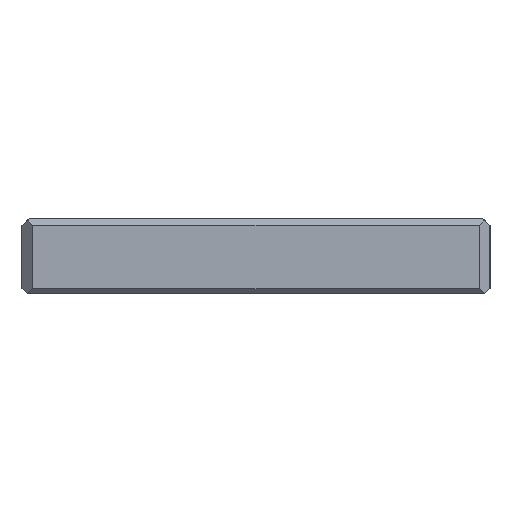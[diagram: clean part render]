
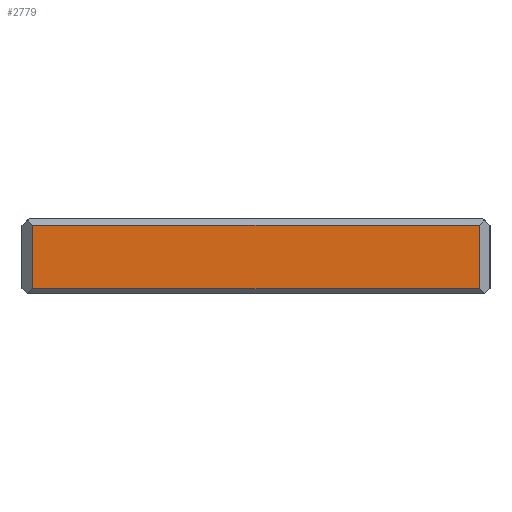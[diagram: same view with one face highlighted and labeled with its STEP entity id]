
A CAD part, left-side view. The second image highlights one B-rep face of the part: STEP entity #2779.
In plain terms, the highlighted planar face has unit normal (-1, 0, 0).
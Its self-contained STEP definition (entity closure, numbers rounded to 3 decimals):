
#2740=CARTESIAN_POINT('',(-36.48,57.121,-43.));
#2741=DIRECTION('',(-1.,0.,0.));
#2742=DIRECTION('',(-0.,-1.,0.));
#2743=AXIS2_PLACEMENT_3D('',#2740,#2741,#2742);
#2744=PLANE('',#2743);
#2745=CARTESIAN_POINT('',(-36.48,120.558,-63.));
#2746=VERTEX_POINT('',#2745);
#2747=CARTESIAN_POINT('',(-36.48,-6.316,-63.));
#2748=VERTEX_POINT('',#2747);
#2749=CARTESIAN_POINT('',(-36.48,120.558,-63.));
#2750=DIRECTION('',(-0.,-1.,0.));
#2751=VECTOR('',#2750,126.874);
#2752=LINE('',#2749,#2751);
#2753=EDGE_CURVE('',#2746,#2748,#2752,.T.);
#2754=ORIENTED_EDGE('',*,*,#2753,.T.);
#2755=CARTESIAN_POINT('',(-36.48,-6.316,-45.));
#2756=VERTEX_POINT('',#2755);
#2757=CARTESIAN_POINT('',(-36.48,-6.316,-63.));
#2758=DIRECTION('',(0.,0.,1.));
#2759=VECTOR('',#2758,18.);
#2760=LINE('',#2757,#2759);
#2761=EDGE_CURVE('',#2748,#2756,#2760,.T.);
#2762=ORIENTED_EDGE('',*,*,#2761,.T.);
#2763=CARTESIAN_POINT('',(-36.48,120.558,-45.));
#2764=VERTEX_POINT('',#2763);
#2765=CARTESIAN_POINT('',(-36.48,-6.316,-45.));
#2766=DIRECTION('',(0.,1.,0.));
#2767=VECTOR('',#2766,126.874);
#2768=LINE('',#2765,#2767);
#2769=EDGE_CURVE('',#2756,#2764,#2768,.T.);
#2770=ORIENTED_EDGE('',*,*,#2769,.T.);
#2771=CARTESIAN_POINT('',(-36.48,120.558,-45.));
#2772=DIRECTION('',(0.,0.,-1.));
#2773=VECTOR('',#2772,18.);
#2774=LINE('',#2771,#2773);
#2775=EDGE_CURVE('',#2764,#2746,#2774,.T.);
#2776=ORIENTED_EDGE('',*,*,#2775,.T.);
#2777=EDGE_LOOP('',(#2754,#2762,#2770,#2776));
#2778=FACE_BOUND('',#2777,.T.);
#2779=ADVANCED_FACE('',(#2778),#2744,.T.);
